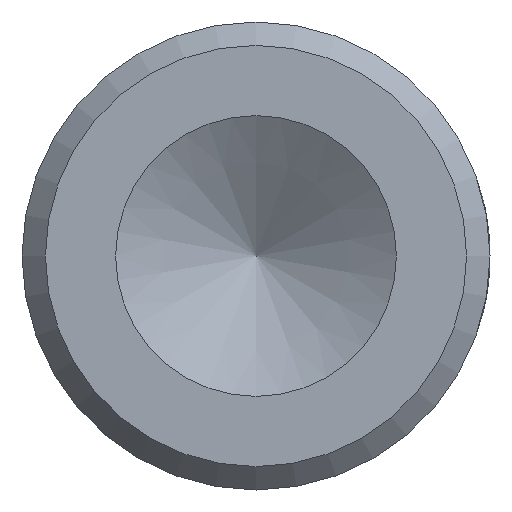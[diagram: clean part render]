
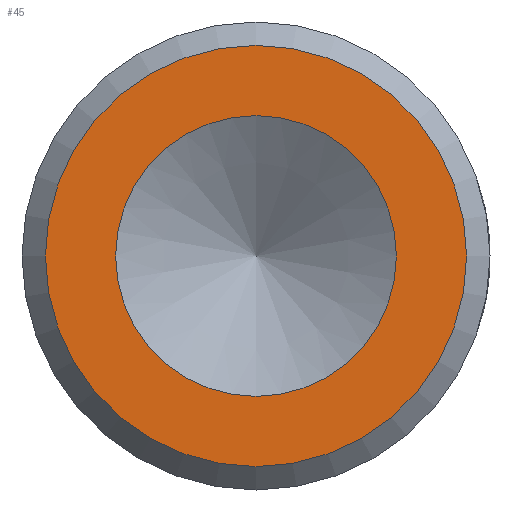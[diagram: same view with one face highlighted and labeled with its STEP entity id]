
A CAD part, front view. The second image highlights one B-rep face of the part: STEP entity #45.
In plain terms, the highlighted planar face has unit normal (0, -1, 0).
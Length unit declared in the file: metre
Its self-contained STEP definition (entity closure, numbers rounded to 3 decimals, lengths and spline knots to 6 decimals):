
#45 = ADVANCED_FACE( '', ( #86, #87 ), #88, .F. );
#86 = FACE_OUTER_BOUND( '', #138, .T. );
#87 = FACE_BOUND( '', #139, .T. );
#88 = PLANE( '', #140 );
#138 = EDGE_LOOP( '', ( #186 ) );
#139 = EDGE_LOOP( '', ( #187 ) );
#140 = AXIS2_PLACEMENT_3D( '', #188, #189, #190 );
#186 = ORIENTED_EDGE( '', *, *, #252, .T. );
#187 = ORIENTED_EDGE( '', *, *, #253, .T. );
#188 = CARTESIAN_POINT( '', ( 0., -0.093, 0. ) );
#189 = DIRECTION( '', ( 0., 1., 0. ) );
#190 = DIRECTION( '', ( 0., 0., 1. ) );
#252 = EDGE_CURVE( '', #279, #279, #280, .F. );
#253 = EDGE_CURVE( '', #281, #281, #282, .T. );
#279 = VERTEX_POINT( '', #316 );
#280 = CIRCLE( '', #317, 0.0045 );
#281 = VERTEX_POINT( '', #318 );
#282 = CIRCLE( '', #319, 0.003 );
#316 = CARTESIAN_POINT( '', ( 0., -0.093, 0.0045 ) );
#317 = AXIS2_PLACEMENT_3D( '', #427, #428, #429 );
#318 = CARTESIAN_POINT( '', ( 0., -0.093, -0.003 ) );
#319 = AXIS2_PLACEMENT_3D( '', #430, #431, #432 );
#427 = CARTESIAN_POINT( '', ( 0., -0.093, 0. ) );
#428 = DIRECTION( '', ( 0., 1., 0. ) );
#429 = DIRECTION( '', ( 0., 0., 1. ) );
#430 = CARTESIAN_POINT( '', ( 0., -0.093, 0. ) );
#431 = DIRECTION( '', ( 0., 1., 0. ) );
#432 = DIRECTION( '', ( 0., 0., -1. ) );
